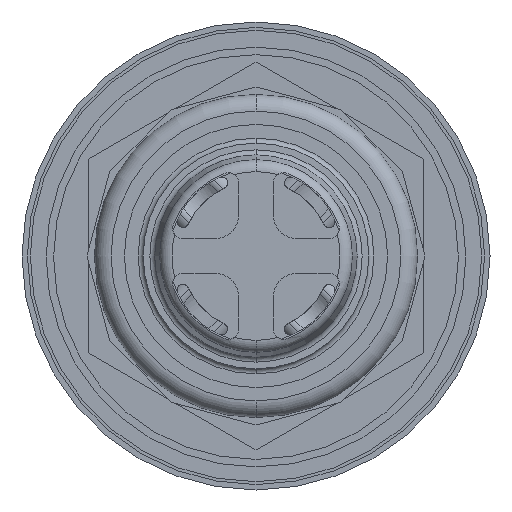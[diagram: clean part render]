
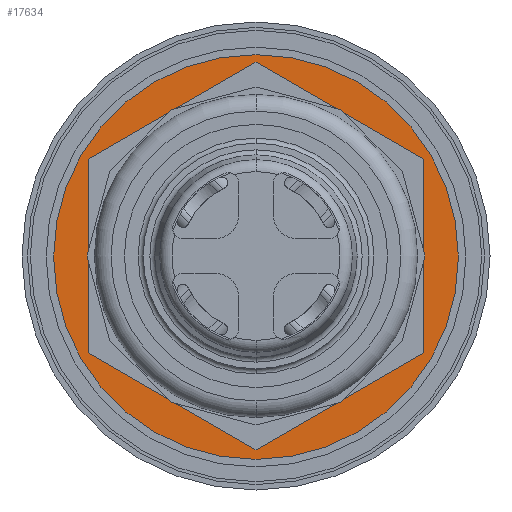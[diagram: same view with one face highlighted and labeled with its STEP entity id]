
A CAD part, front view. The second image highlights one B-rep face of the part: STEP entity #17634.
In plain terms, the highlighted face is planar.
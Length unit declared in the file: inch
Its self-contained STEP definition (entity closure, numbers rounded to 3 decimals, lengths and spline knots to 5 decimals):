
#16851=DIRECTION('',(0.866,-0.5,0.));
#16852=VECTOR('',#16851,1.16394);
#16853=CARTESIAN_POINT('',(-1.008,-0.58197,-0.225));
#16854=LINE('',#16853,#16852);
#16859=CARTESIAN_POINT('',(0.,-0.00606,-0.225));
#16860=DIRECTION('',(0.,0.,1.));
#16861=DIRECTION('',(0.,1.,0.));
#16862=AXIS2_PLACEMENT_3D('',#16859,#16860,#16861);
#16872=CARTESIAN_POINT('',(0.,-0.00606,-0.225));
#16873=DIRECTION('',(0.,0.,-1.));
#16874=DIRECTION('',(0.,1.,0.));
#16875=AXIS2_PLACEMENT_3D('',#16872,#16873,#16874);
#17457=DIRECTION('',(0.866,0.5,0.));
#17458=VECTOR('',#17457,1.16394);
#17459=CARTESIAN_POINT('',(0.,-1.16394,-0.225));
#17460=LINE('',#17459,#17458);
#17465=DIRECTION('',(0.,1.,0.));
#17466=VECTOR('',#17465,1.16394);
#17467=CARTESIAN_POINT('',(1.008,-0.58197,-0.225));
#17468=LINE('',#17467,#17466);
#17473=DIRECTION('',(-0.866,0.5,0.));
#17474=VECTOR('',#17473,1.16394);
#17475=CARTESIAN_POINT('',(1.008,0.58197,-0.225));
#17476=LINE('',#17475,#17474);
#17481=DIRECTION('',(-0.866,-0.5,0.));
#17482=VECTOR('',#17481,1.16394);
#17483=CARTESIAN_POINT('',(0.,1.16394,-0.225));
#17484=LINE('',#17483,#17482);
#17489=DIRECTION('',(0.,-1.,0.));
#17490=VECTOR('',#17489,1.16394);
#17491=CARTESIAN_POINT('',(-1.008,0.58197,-0.225));
#17492=LINE('',#17491,#17490);
#17509=CARTESIAN_POINT('',(0.,1.20894,-0.225));
#17511=VERTEX_POINT('',#17509);
#17517=CARTESIAN_POINT('',(0.,-1.22106,-0.225));
#17519=VERTEX_POINT('',#17517);
#17525=CARTESIAN_POINT('',(-1.008,-0.58197,-0.225));
#17526=CARTESIAN_POINT('',(0.,-1.16394,-0.225));
#17527=VERTEX_POINT('',#17525);
#17528=VERTEX_POINT('',#17526);
#17529=CARTESIAN_POINT('',(1.008,-0.58197,-0.225));
#17530=VERTEX_POINT('',#17529);
#17531=CARTESIAN_POINT('',(1.008,0.58197,-0.225));
#17532=VERTEX_POINT('',#17531);
#17533=CARTESIAN_POINT('',(0.,1.16394,-0.225));
#17534=VERTEX_POINT('',#17533);
#17535=CARTESIAN_POINT('',(-1.008,0.58197,-0.225));
#17536=VERTEX_POINT('',#17535);
#17610=CARTESIAN_POINT('',(0.,-0.00606,-0.225));
#17611=DIRECTION('',(0.,0.,1.));
#17612=DIRECTION('',(0.,-1.,0.));
#17613=AXIS2_PLACEMENT_3D('',#17610,#17611,#17612);
#17614=PLANE('',#17613);
#17616=ORIENTED_EDGE('',*,*,#17615,.F.);
#17618=ORIENTED_EDGE('',*,*,#17617,.T.);
#17619=EDGE_LOOP('',(#17616,#17618));
#17620=FACE_OUTER_BOUND('',#17619,.F.);
#17621=ORIENTED_EDGE('',*,*,#17600,.T.);
#17623=ORIENTED_EDGE('',*,*,#17622,.T.);
#17625=ORIENTED_EDGE('',*,*,#17624,.T.);
#17627=ORIENTED_EDGE('',*,*,#17626,.T.);
#17629=ORIENTED_EDGE('',*,*,#17628,.T.);
#17631=ORIENTED_EDGE('',*,*,#17630,.T.);
#17632=EDGE_LOOP('',(#17621,#17623,#17625,#17627,#17629,#17631));
#17633=FACE_BOUND('',#17632,.F.);
#17634=ADVANCED_FACE('',(#17620,#17633),#17614,.T.);
#16863=CIRCLE('',#16862,1.215);
#16876=CIRCLE('',#16875,1.215);
#17600=EDGE_CURVE('',#17527,#17528,#16854,.T.);
#17615=EDGE_CURVE('',#17511,#17519,#16863,.T.);
#17617=EDGE_CURVE('',#17511,#17519,#16876,.T.);
#17622=EDGE_CURVE('',#17528,#17530,#17460,.T.);
#17624=EDGE_CURVE('',#17530,#17532,#17468,.T.);
#17626=EDGE_CURVE('',#17532,#17534,#17476,.T.);
#17628=EDGE_CURVE('',#17534,#17536,#17484,.T.);
#17630=EDGE_CURVE('',#17536,#17527,#17492,.T.);
